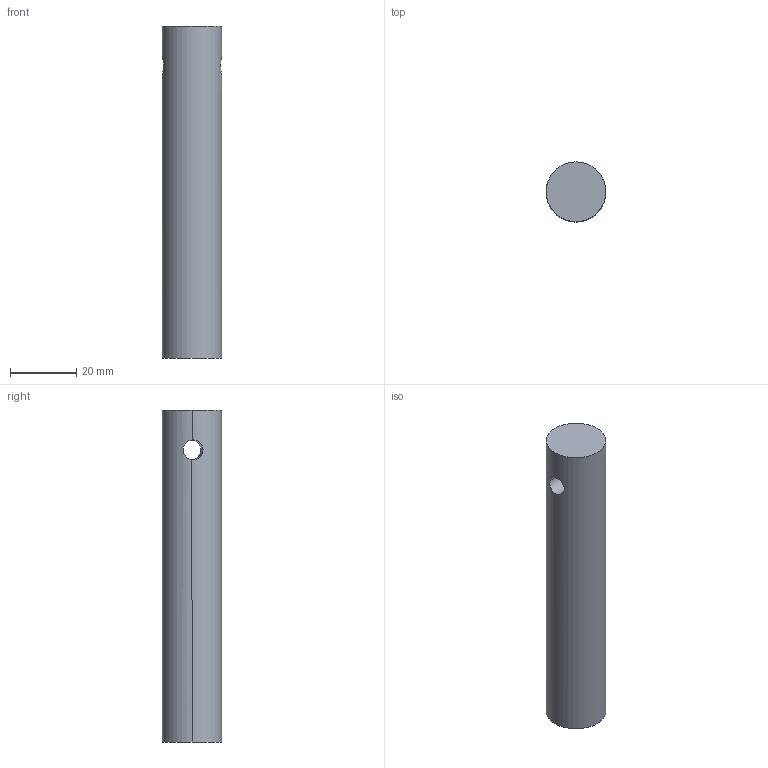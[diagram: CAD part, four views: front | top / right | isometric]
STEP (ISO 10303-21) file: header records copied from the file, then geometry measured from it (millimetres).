
FILE_DESCRIPTION (( 'STEP AP203' ), '1' );
FILE_NAME ('Part2.STEP', '2022-02-24T16:05:46', ( '' ), ( '' ), 'SwSTEP 2.0', 'SolidWorks 2018', '' );
FILE_SCHEMA (( 'CONFIG_CONTROL_DESIGN' ));
Length unit declared in the file: millimetre
Products named in the file (1): Part2
Bounding box: 18 x 18 x 100 mm (x, y, z)
Volume: 24946.1 mm3; surface area: 6435.9 mm2
Topology: 1 solids, 1 shells, 6 faces, 18 edges, 12 vertices
Faces by surface type: cylinder 4, plane 2
Entity records: 403 total; most frequent: CARTESIAN_POINT 169, ORIENTED_EDGE 36, DIRECTION 28, EDGE_CURVE 18, VERTEX_POINT 12, AXIS2_PLACEMENT_3D 11, PERSON_AND_ORGANIZATION 8, B_SPLINE_CURVE_WITH_KNOTS 8
